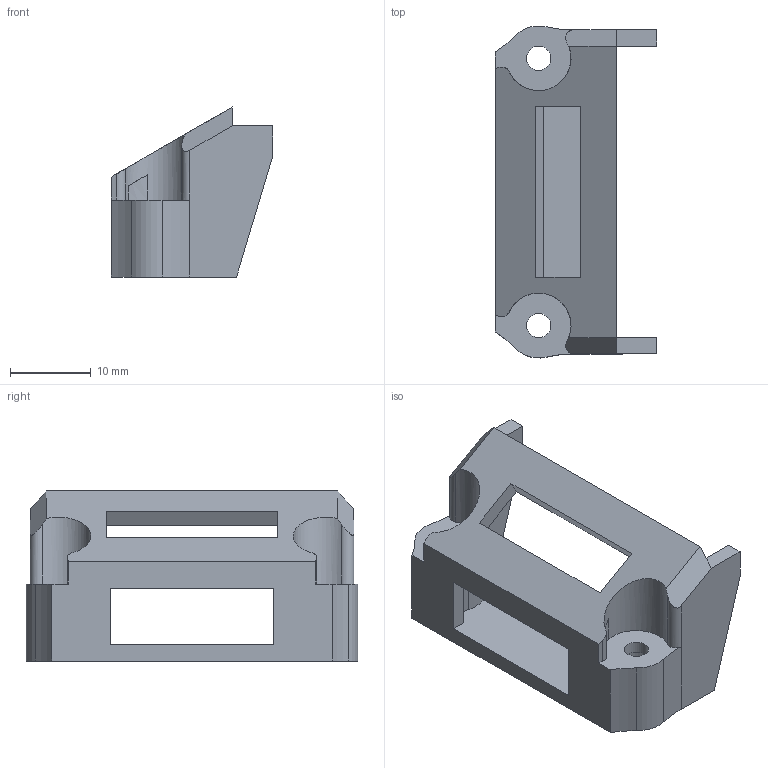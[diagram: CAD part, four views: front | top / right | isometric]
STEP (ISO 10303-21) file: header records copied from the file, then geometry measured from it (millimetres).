
FILE_DESCRIPTION(/* description */ (''),/* implementation_level */ '2;1');
FILE_NAME(/* name */ 'SH_Mount_L.step',/* time_stamp */ '2023-05-24T11:35:56+08:00',/* author */ (''),/* organization */ (''),/* preprocessor_version */ 'ST-DEVELOPER v19.2',/* originating_system */ 'Autodesk Translation Framework v12.4.0.73',/* authorisation */ '');
FILE_SCHEMA (('AUTOMOTIVE_DESIGN { 1 0 10303 214 3 1 1 }'));
Length unit declared in the file: millimetre
Products named in the file (1): SH_Mount_L
Bounding box: 20 x 40.98 x 21 mm (x, y, z)
Volume: 3629.6 mm3; surface area: 4196 mm2
Topology: 1 solids, 1 shells, 61 faces, 168 edges, 110 vertices
Faces by surface type: plane 37, cylinder 24
Full cylindrical faces by diameter (mm): 3 x2, 5 x2
Entity records: 2004 total; most frequent: DIRECTION 346, CARTESIAN_POINT 340, ORIENTED_EDGE 336, EDGE_CURVE 168, AXIS2_PLACEMENT_3D 116, LINE 114, VECTOR 114, VERTEX_POINT 110
